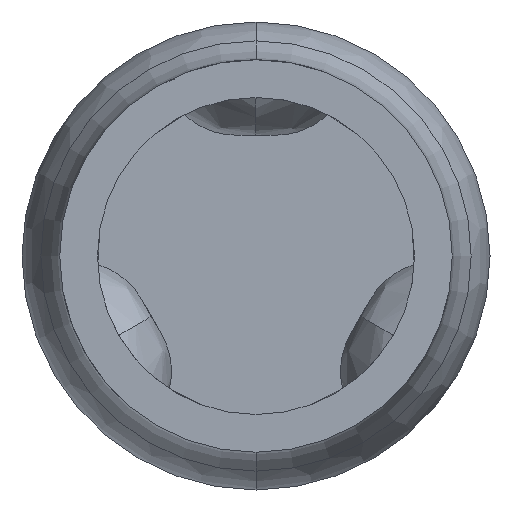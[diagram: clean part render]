
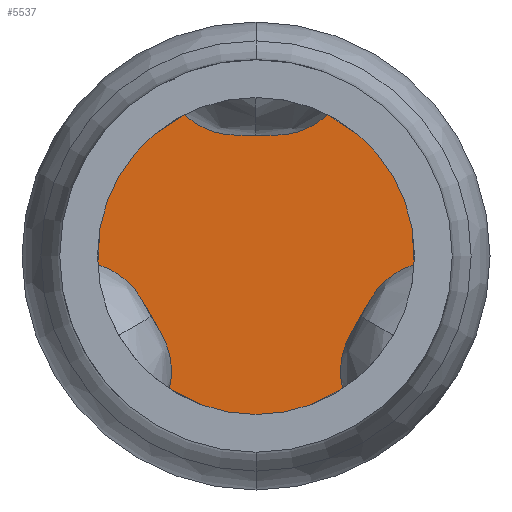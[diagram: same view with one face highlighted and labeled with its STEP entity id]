
A CAD part, front view. The second image highlights one B-rep face of the part: STEP entity #5537.
In plain terms, the highlighted planar face has unit normal (0, -1, 0).
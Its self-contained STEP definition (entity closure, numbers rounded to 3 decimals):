
#30 = AXIS2_PLACEMENT_3D ( 'NONE', #2197, #5426, #2221 ) ;
#153 = EDGE_CURVE ( 'Defeature ausgef�hrt1_52+Defeature ausgef�hrt1_51+Defeature ausgef�hrt1_51+Defeature ausgef�hrt1_51', #5329, #278, #4141, .T. ) ;
#171 = FACE_OUTER_BOUND ( 'NONE', #1414, .T. ) ;
#190 = ORIENTED_EDGE ( 'NONE', *, *, #153, .T. ) ;
#278 = VERTEX_POINT ( 'NONE', #2461 ) ;
#563 = CARTESIAN_POINT ( 'NONE',  ( 0., -28.741, 0. ) ) ;
#1414 = EDGE_LOOP ( 'NONE', ( #190, #5054 ) ) ;
#1485 = DIRECTION ( 'NONE',  ( 0., 0., -1. ) ) ;
#1774 = CARTESIAN_POINT ( 'NONE',  ( 0., -28.741, 0. ) ) ;
#1885 = AXIS2_PLACEMENT_3D ( 'NONE', #1774, #3079, #4439 ) ;
#2197 = CARTESIAN_POINT ( 'NONE',  ( 0., -28.741, 0. ) ) ;
#2221 = DIRECTION ( 'NONE',  ( 0., 0., 1. ) ) ;
#2413 = EDGE_CURVE ( 'Defeature ausgef�hrt1_52+Defeature ausgef�hrt1_51+Defeature ausgef�hrt1_51+Defeature ausgef�hrt1_51', #278, #5329, #4979, .T. ) ;
#2461 = CARTESIAN_POINT ( 'NONE',  ( 0., -28.741, -0.227 ) ) ;
#2867 = DIRECTION ( 'NONE',  ( 0., -1., 0. ) ) ;
#3079 = DIRECTION ( 'NONE',  ( 0., -1., 0. ) ) ;
#3997 = AXIS2_PLACEMENT_3D ( 'NONE', #563, #2867, #1485 ) ;
#4141 = CIRCLE ( 'NONE', #1885, 0.227 ) ;
#4439 = DIRECTION ( 'NONE',  ( 0., 0., 1. ) ) ;
#4979 = CIRCLE ( 'NONE', #30, 0.227 ) ;
#5054 = ORIENTED_EDGE ( 'NONE', *, *, #2413, .T. ) ;
#5194 = PLANE ( 'NONE',  #3997 ) ;
#5329 = VERTEX_POINT ( 'NONE', #5471 ) ;
#5426 = DIRECTION ( 'NONE',  ( 0., -1., 0. ) ) ;
#5471 = CARTESIAN_POINT ( 'NONE',  ( 0., -28.741, 0.227 ) ) ;
#5537 = ADVANCED_FACE ( 'Defeature ausgef�hrt1_52', ( #171 ), #5194, .T. ) ;
